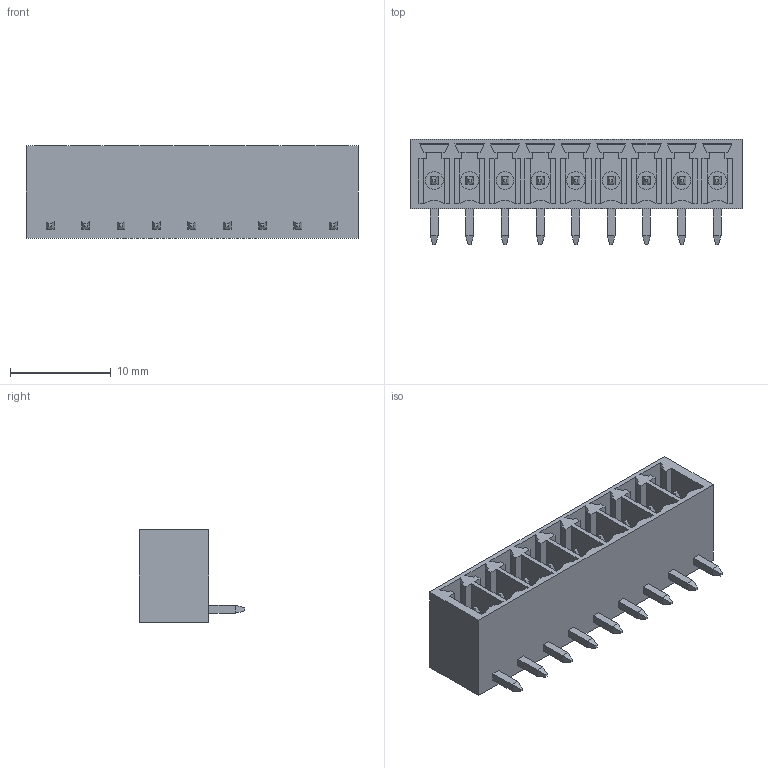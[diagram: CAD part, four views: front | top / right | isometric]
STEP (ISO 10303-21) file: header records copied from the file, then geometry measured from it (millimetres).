
FILE_DESCRIPTION(('STEP AP242'),'1');
FILE_NAME('0395021009.stp','2025-01-27T03:56:31',('TraceParts'),('TraceParts S.A.'),'Spatial InterOp 3D',' ',' ');
FILE_SCHEMA(('AP242_MANAGED_MODEL_BASED_3D_ENGINEERING_MIM_LF {1 0 10303 442 1 1 4}'));
Length unit declared in the file: millimetre
Products named in the file (1): 0395021009_1
Bounding box: 32.89 x 10.41 x 9.14 mm (x, y, z)
Volume: 1042.1 mm3; surface area: 3056.3 mm2
Topology: 1 solids, 1 shells, 366 faces, 939 edges, 638 vertices
Faces by surface type: plane 339, cylinder 27
Entity records: 10843 total; most frequent: CARTESIAN_POINT 1891, ORIENTED_EDGE 1824, DIRECTION 1747, EDGE_CURVE 912, LINE 867, VECTOR 867, VERTEX_POINT 584, AXIS2_PLACEMENT_3D 440
